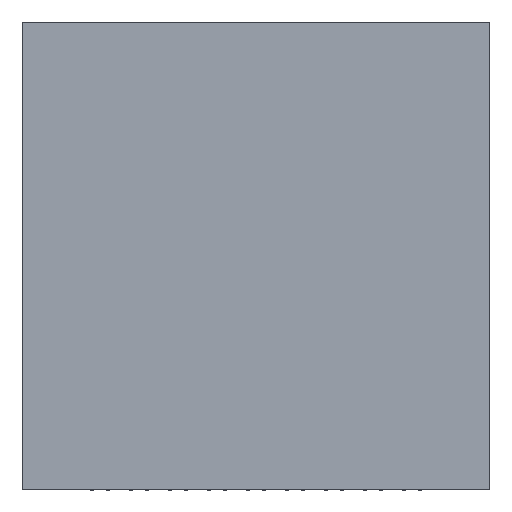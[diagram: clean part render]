
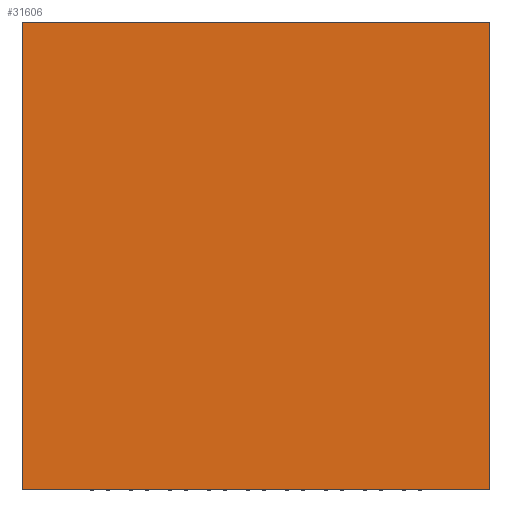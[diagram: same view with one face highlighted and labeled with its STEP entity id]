
A CAD part, top view. The second image highlights one B-rep face of the part: STEP entity #31606.
In plain terms, the highlighted face is planar.
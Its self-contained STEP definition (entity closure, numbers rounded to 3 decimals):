
#26673=DIRECTION('',(0.,0.,1.));
#26674=VECTOR('',#26673,6.);
#26675=CARTESIAN_POINT('',(-3.,0.975,-3.));
#26676=LINE('',#26675,#26674);
#26680=DIRECTION('',(-1.,0.,0.));
#26681=VECTOR('',#26680,6.);
#26682=CARTESIAN_POINT('',(3.,0.975,-3.));
#26683=LINE('',#26682,#26681);
#26687=DIRECTION('',(0.,0.,-1.));
#26688=VECTOR('',#26687,6.);
#26689=CARTESIAN_POINT('',(3.,0.975,3.));
#26690=LINE('',#26689,#26688);
#26694=DIRECTION('',(1.,0.,0.));
#26695=VECTOR('',#26694,6.);
#26696=CARTESIAN_POINT('',(-3.,0.975,3.));
#26697=LINE('',#26696,#26695);
#28091=CARTESIAN_POINT('',(-3.,0.975,-3.));
#28092=CARTESIAN_POINT('',(-3.,0.975,3.));
#28093=VERTEX_POINT('',#28091);
#28094=VERTEX_POINT('',#28092);
#28095=CARTESIAN_POINT('',(3.,0.975,3.));
#28096=VERTEX_POINT('',#28095);
#28097=CARTESIAN_POINT('',(3.,0.975,-3.));
#28098=VERTEX_POINT('',#28097);
#31595=CARTESIAN_POINT('',(0.,0.975,0.));
#31596=DIRECTION('',(0.,1.,0.));
#31597=DIRECTION('',(1.,0.,0.));
#31598=AXIS2_PLACEMENT_3D('',#31595,#31596,#31597);
#31599=PLANE('',#31598);
#31600=ORIENTED_EDGE('',*,*,#29629,.F.);
#31601=ORIENTED_EDGE('',*,*,#29798,.F.);
#31602=ORIENTED_EDGE('',*,*,#30640,.F.);
#31603=ORIENTED_EDGE('',*,*,#31425,.F.);
#31604=EDGE_LOOP('',(#31600,#31601,#31602,#31603));
#31605=FACE_OUTER_BOUND('',#31604,.F.);
#29629=EDGE_CURVE('',#28093,#28094,#26676,.T.);
#29798=EDGE_CURVE('',#28098,#28093,#26683,.T.);
#30640=EDGE_CURVE('',#28096,#28098,#26690,.T.);
#31425=EDGE_CURVE('',#28094,#28096,#26697,.T.);
#31606=ADVANCED_FACE('',(#31605),#31599,.T.);
